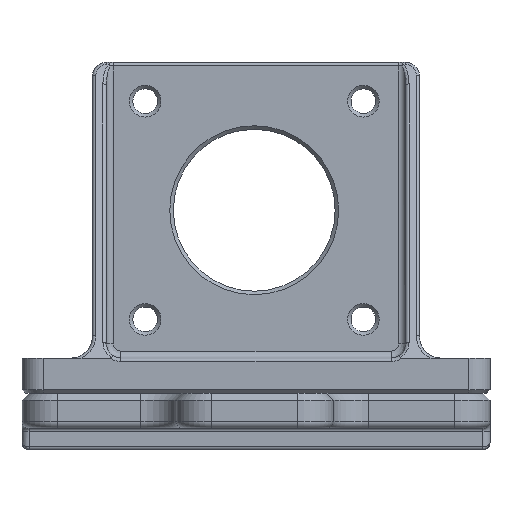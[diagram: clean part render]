
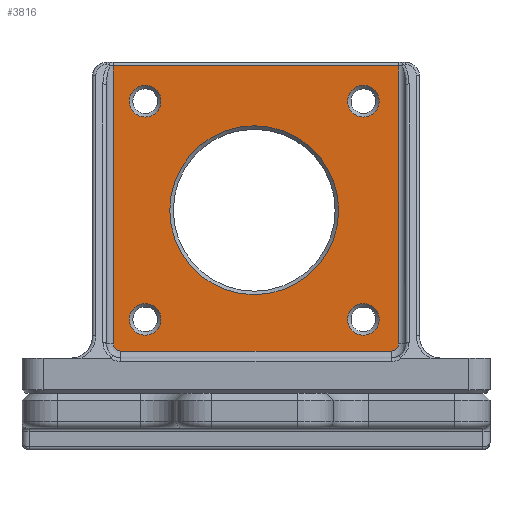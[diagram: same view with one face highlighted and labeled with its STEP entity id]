
A CAD part, front view. The second image highlights one B-rep face of the part: STEP entity #3816.
In plain terms, the highlighted planar face has unit normal (0, -1, 0).
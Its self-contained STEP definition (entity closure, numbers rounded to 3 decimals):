
#62=FACE_BOUND('',#1123,.T.);
#63=FACE_BOUND('',#1124,.T.);
#64=FACE_BOUND('',#1125,.T.);
#65=FACE_BOUND('',#1126,.T.);
#66=FACE_BOUND('',#1127,.T.);
#103=PLANE('',#4121);
#217=LINE('',#6926,#491);
#218=LINE('',#6928,#492);
#219=LINE('',#6932,#493);
#220=LINE('',#6935,#494);
#491=VECTOR('',#4743,10.);
#492=VECTOR('',#4744,10.);
#493=VECTOR('',#4747,10.);
#494=VECTOR('',#4750,10.);
#881=FACE_OUTER_BOUND('',#1122,.T.);
#1122=EDGE_LOOP('',(#2838,#2839,#2840,#2841,#2842,#2843));
#1123=EDGE_LOOP('',(#2844));
#1124=EDGE_LOOP('',(#2845));
#1125=EDGE_LOOP('',(#2846));
#1126=EDGE_LOOP('',(#2847));
#1127=EDGE_LOOP('',(#2848));
#1457=CIRCLE('',#4119,2.25);
#1459=CIRCLE('',#4122,1.);
#1460=CIRCLE('',#4123,1.);
#1461=CIRCLE('',#4124,2.25);
#1462=CIRCLE('',#4125,2.25);
#1463=CIRCLE('',#4126,12.);
#1464=CIRCLE('',#4127,2.25);
#1730=VERTEX_POINT('',#6918);
#1732=VERTEX_POINT('',#6924);
#1733=VERTEX_POINT('',#6925);
#1734=VERTEX_POINT('',#6927);
#1735=VERTEX_POINT('',#6929);
#1736=VERTEX_POINT('',#6931);
#1737=VERTEX_POINT('',#6933);
#1738=VERTEX_POINT('',#6936);
#1739=VERTEX_POINT('',#6938);
#1740=VERTEX_POINT('',#6940);
#1741=VERTEX_POINT('',#6942);
#2137=EDGE_CURVE('',#1730,#1730,#1457,.T.);
#2140=EDGE_CURVE('',#1732,#1733,#217,.T.);
#2141=EDGE_CURVE('',#1734,#1732,#218,.T.);
#2142=EDGE_CURVE('',#1735,#1734,#1459,.T.);
#2143=EDGE_CURVE('',#1736,#1735,#219,.T.);
#2144=EDGE_CURVE('',#1737,#1736,#1460,.T.);
#2145=EDGE_CURVE('',#1733,#1737,#220,.T.);
#2146=EDGE_CURVE('',#1738,#1738,#1461,.T.);
#2147=EDGE_CURVE('',#1739,#1739,#1462,.T.);
#2148=EDGE_CURVE('',#1740,#1740,#1463,.T.);
#2149=EDGE_CURVE('',#1741,#1741,#1464,.T.);
#2838=ORIENTED_EDGE('',*,*,#2140,.F.);
#2839=ORIENTED_EDGE('',*,*,#2141,.F.);
#2840=ORIENTED_EDGE('',*,*,#2142,.F.);
#2841=ORIENTED_EDGE('',*,*,#2143,.F.);
#2842=ORIENTED_EDGE('',*,*,#2144,.F.);
#2843=ORIENTED_EDGE('',*,*,#2145,.F.);
#2844=ORIENTED_EDGE('',*,*,#2146,.F.);
#2845=ORIENTED_EDGE('',*,*,#2147,.F.);
#2846=ORIENTED_EDGE('',*,*,#2148,.F.);
#2847=ORIENTED_EDGE('',*,*,#2149,.F.);
#2848=ORIENTED_EDGE('',*,*,#2137,.F.);
#3816=ADVANCED_FACE('',(#881,#62,#63,#64,#65,#66),#103,.F.);
#4119=AXIS2_PLACEMENT_3D('',#6919,#4736,#4737);
#4121=AXIS2_PLACEMENT_3D('',#6923,#4741,#4742);
#4122=AXIS2_PLACEMENT_3D('',#6930,#4745,#4746);
#4123=AXIS2_PLACEMENT_3D('',#6934,#4748,#4749);
#4124=AXIS2_PLACEMENT_3D('',#6937,#4751,#4752);
#4125=AXIS2_PLACEMENT_3D('',#6939,#4753,#4754);
#4126=AXIS2_PLACEMENT_3D('',#6941,#4755,#4756);
#4127=AXIS2_PLACEMENT_3D('',#6943,#4757,#4758);
#4736=DIRECTION('center_axis',(0.,-1.,0.));
#4737=DIRECTION('ref_axis',(-1.,0.,0.));
#4741=DIRECTION('center_axis',(0.,1.,0.));
#4742=DIRECTION('ref_axis',(-1.,0.,0.));
#4743=DIRECTION('',(1.,0.,0.));
#4744=DIRECTION('',(0.,0.,1.));
#4745=DIRECTION('center_axis',(0.,1.,0.));
#4746=DIRECTION('ref_axis',(-0.707,0.,-0.707));
#4747=DIRECTION('',(-1.,0.,0.));
#4748=DIRECTION('center_axis',(0.,1.,0.));
#4749=DIRECTION('ref_axis',(0.707,0.,-0.707));
#4750=DIRECTION('',(0.,0.,-1.));
#4751=DIRECTION('center_axis',(0.,-1.,0.));
#4752=DIRECTION('ref_axis',(-1.,0.,0.));
#4753=DIRECTION('center_axis',(0.,-1.,0.));
#4754=DIRECTION('ref_axis',(-1.,0.,0.));
#4755=DIRECTION('center_axis',(0.,-1.,0.));
#4756=DIRECTION('ref_axis',(-1.,0.,0.));
#4757=DIRECTION('center_axis',(0.,-1.,0.));
#4758=DIRECTION('ref_axis',(-1.,0.,0.));
#6918=CARTESIAN_POINT('',(1778.75,1625.3,55.5));
#6919=CARTESIAN_POINT('Origin',(1776.5,1625.3,55.5));
#6923=CARTESIAN_POINT('Origin',(1761.25,1625.3,68.5));
#6924=CARTESIAN_POINT('',(1741.,1625.3,91.5));
#6925=CARTESIAN_POINT('',(1781.5,1625.3,91.5));
#6926=CARTESIAN_POINT('',(1749.625,1625.3,91.5));
#6927=CARTESIAN_POINT('',(1741.,1625.3,52.));
#6928=CARTESIAN_POINT('',(1741.,1625.3,80.25));
#6929=CARTESIAN_POINT('',(1742.,1625.3,51.));
#6930=CARTESIAN_POINT('Origin',(1742.,1625.3,52.));
#6931=CARTESIAN_POINT('',(1780.5,1625.3,51.));
#6932=CARTESIAN_POINT('',(1772.875,1625.3,51.));
#6933=CARTESIAN_POINT('',(1781.5,1625.3,52.));
#6934=CARTESIAN_POINT('Origin',(1780.5,1625.3,52.));
#6935=CARTESIAN_POINT('',(1781.5,1625.3,68.5));
#6936=CARTESIAN_POINT('',(1747.75,1625.3,55.5));
#6937=CARTESIAN_POINT('Origin',(1745.5,1625.3,55.5));
#6938=CARTESIAN_POINT('',(1778.75,1625.3,86.5));
#6939=CARTESIAN_POINT('Origin',(1776.5,1625.3,86.5));
#6940=CARTESIAN_POINT('',(1773.,1625.3,71.));
#6941=CARTESIAN_POINT('Origin',(1761.,1625.3,71.));
#6942=CARTESIAN_POINT('',(1747.75,1625.3,86.5));
#6943=CARTESIAN_POINT('Origin',(1745.5,1625.3,86.5));
